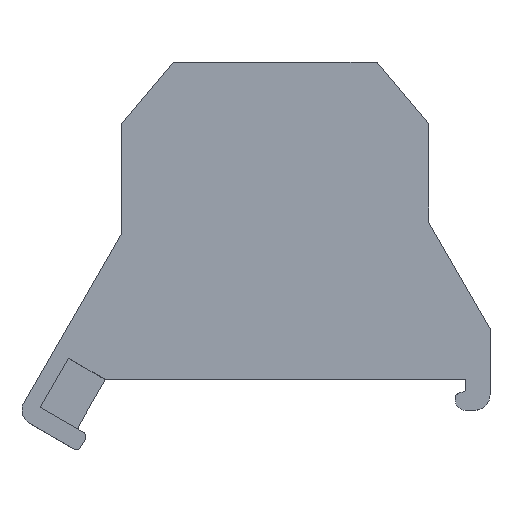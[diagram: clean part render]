
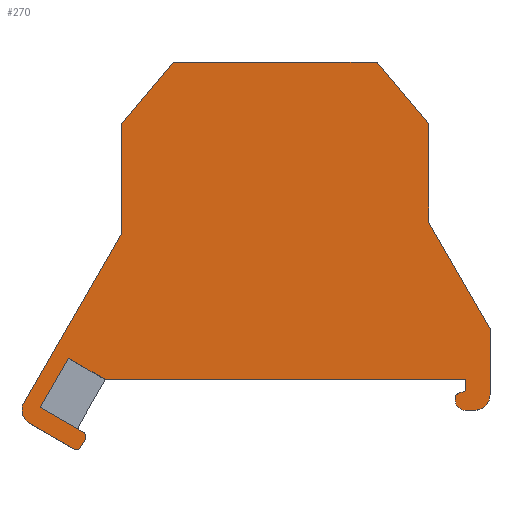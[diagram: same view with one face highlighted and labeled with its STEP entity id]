
A CAD part, top view. The second image highlights one B-rep face of the part: STEP entity #270.
In plain terms, the highlighted planar face has unit normal (0, 0, 1).
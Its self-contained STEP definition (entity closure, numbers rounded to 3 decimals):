
#109=FACE_OUTER_BOUND('',#341,.T.);
#135=LINE('',#960,#202);
#136=LINE('',#963,#203);
#137=LINE('',#965,#204);
#138=LINE('',#967,#205);
#139=LINE('',#969,#206);
#140=LINE('',#973,#207);
#141=LINE('',#977,#208);
#142=LINE('',#981,#209);
#143=LINE('',#983,#210);
#144=LINE('',#985,#211);
#145=LINE('',#987,#212);
#146=LINE('',#989,#213);
#147=LINE('',#991,#214);
#148=LINE('',#993,#215);
#149=LINE('',#995,#216);
#150=LINE('',#999,#217);
#151=LINE('',#1003,#218);
#152=LINE('',#1007,#219);
#202=VECTOR('',#785,1.);
#203=VECTOR('',#786,1.);
#204=VECTOR('',#787,1.);
#205=VECTOR('',#788,1.);
#206=VECTOR('',#789,1.);
#207=VECTOR('',#792,1.);
#208=VECTOR('',#795,1.);
#209=VECTOR('',#798,1.);
#210=VECTOR('',#799,1.);
#211=VECTOR('',#800,1.);
#212=VECTOR('',#801,1.);
#213=VECTOR('',#802,1.);
#214=VECTOR('',#803,1.);
#215=VECTOR('',#804,1.);
#216=VECTOR('',#805,1.);
#217=VECTOR('',#808,1.);
#218=VECTOR('',#811,1.);
#219=VECTOR('',#814,1.);
#270=ADVANCED_FACE('',(#109),#303,.T.);
#303=PLANE('',#732);
#341=EDGE_LOOP('',(#381,#382,#383,#384,#385,#386,#387,#388,#389,#390,#391,
#392,#393,#394,#395,#396,#397,#398,#399,#400,#401,#402,#403,#404));
#381=ORIENTED_EDGE('',*,*,#617,.F.);
#382=ORIENTED_EDGE('',*,*,#618,.T.);
#383=ORIENTED_EDGE('',*,*,#619,.T.);
#384=ORIENTED_EDGE('',*,*,#620,.T.);
#385=ORIENTED_EDGE('',*,*,#621,.T.);
#386=ORIENTED_EDGE('',*,*,#622,.T.);
#387=ORIENTED_EDGE('',*,*,#623,.T.);
#388=ORIENTED_EDGE('',*,*,#624,.T.);
#389=ORIENTED_EDGE('',*,*,#625,.T.);
#390=ORIENTED_EDGE('',*,*,#626,.T.);
#391=ORIENTED_EDGE('',*,*,#627,.T.);
#392=ORIENTED_EDGE('',*,*,#628,.T.);
#393=ORIENTED_EDGE('',*,*,#629,.T.);
#394=ORIENTED_EDGE('',*,*,#630,.T.);
#395=ORIENTED_EDGE('',*,*,#631,.T.);
#396=ORIENTED_EDGE('',*,*,#632,.T.);
#397=ORIENTED_EDGE('',*,*,#633,.T.);
#398=ORIENTED_EDGE('',*,*,#634,.T.);
#399=ORIENTED_EDGE('',*,*,#635,.T.);
#400=ORIENTED_EDGE('',*,*,#636,.T.);
#401=ORIENTED_EDGE('',*,*,#637,.T.);
#402=ORIENTED_EDGE('',*,*,#638,.T.);
#403=ORIENTED_EDGE('',*,*,#639,.T.);
#404=ORIENTED_EDGE('',*,*,#640,.T.);
#557=VERTEX_POINT('',#961);
#558=VERTEX_POINT('',#962);
#559=VERTEX_POINT('',#964);
#560=VERTEX_POINT('',#966);
#561=VERTEX_POINT('',#968);
#562=VERTEX_POINT('',#970);
#563=VERTEX_POINT('',#972);
#564=VERTEX_POINT('',#974);
#565=VERTEX_POINT('',#976);
#566=VERTEX_POINT('',#978);
#567=VERTEX_POINT('',#980);
#568=VERTEX_POINT('',#982);
#569=VERTEX_POINT('',#984);
#570=VERTEX_POINT('',#986);
#571=VERTEX_POINT('',#988);
#572=VERTEX_POINT('',#990);
#573=VERTEX_POINT('',#992);
#574=VERTEX_POINT('',#994);
#575=VERTEX_POINT('',#996);
#576=VERTEX_POINT('',#998);
#577=VERTEX_POINT('',#1000);
#578=VERTEX_POINT('',#1002);
#579=VERTEX_POINT('',#1004);
#580=VERTEX_POINT('',#1006);
#617=EDGE_CURVE('',#557,#558,#135,.T.);
#618=EDGE_CURVE('',#557,#559,#136,.T.);
#619=EDGE_CURVE('',#559,#560,#137,.T.);
#620=EDGE_CURVE('',#560,#561,#138,.T.);
#621=EDGE_CURVE('',#561,#562,#139,.T.);
#622=EDGE_CURVE('',#562,#563,#705,.T.);
#623=EDGE_CURVE('',#563,#564,#140,.T.);
#624=EDGE_CURVE('',#564,#565,#706,.T.);
#625=EDGE_CURVE('',#565,#566,#141,.T.);
#626=EDGE_CURVE('',#566,#567,#707,.T.);
#627=EDGE_CURVE('',#567,#568,#142,.T.);
#628=EDGE_CURVE('',#568,#569,#143,.T.);
#629=EDGE_CURVE('',#569,#570,#144,.T.);
#630=EDGE_CURVE('',#570,#571,#145,.T.);
#631=EDGE_CURVE('',#571,#572,#146,.T.);
#632=EDGE_CURVE('',#572,#573,#147,.T.);
#633=EDGE_CURVE('',#573,#574,#148,.T.);
#634=EDGE_CURVE('',#574,#575,#149,.T.);
#635=EDGE_CURVE('',#575,#576,#708,.T.);
#636=EDGE_CURVE('',#576,#577,#150,.T.);
#637=EDGE_CURVE('',#577,#578,#709,.T.);
#638=EDGE_CURVE('',#578,#579,#151,.T.);
#639=EDGE_CURVE('',#579,#580,#710,.T.);
#640=EDGE_CURVE('',#580,#558,#152,.T.);
#705=CIRCLE('',#726,0.508);
#706=CIRCLE('',#727,1.015);
#707=CIRCLE('',#728,1.523);
#708=CIRCLE('',#729,1.522);
#709=CIRCLE('',#730,0.507);
#710=CIRCLE('',#731,0.507);
#726=AXIS2_PLACEMENT_3D('',#971,#790,#791);
#727=AXIS2_PLACEMENT_3D('',#975,#793,#794);
#728=AXIS2_PLACEMENT_3D('',#979,#796,#797);
#729=AXIS2_PLACEMENT_3D('',#997,#806,#807);
#730=AXIS2_PLACEMENT_3D('',#1001,#809,#810);
#731=AXIS2_PLACEMENT_3D('',#1005,#812,#813);
#732=AXIS2_PLACEMENT_3D('',#1008,#815,#816);
#785=DIRECTION('',(-0.5,-0.866,0.));
#786=DIRECTION('',(0.866,-0.5,0.));
#787=DIRECTION('',(1.,0.,0.));
#788=DIRECTION('',(0.,-1.,0.));
#789=DIRECTION('',(-0.94,-0.342,0.));
#790=DIRECTION('',(0.,0.,1.));
#791=DIRECTION('',(1.,0.,0.));
#792=DIRECTION('',(0.,-1.,0.));
#793=DIRECTION('',(0.,0.,1.));
#794=DIRECTION('',(1.,0.,0.));
#795=DIRECTION('',(1.,0.,0.));
#796=DIRECTION('',(0.,0.,1.));
#797=DIRECTION('',(1.,0.,0.));
#798=DIRECTION('',(0.,1.,0.));
#799=DIRECTION('',(-0.5,0.866,0.));
#800=DIRECTION('',(0.,1.,0.));
#801=DIRECTION('',(-0.643,0.766,0.));
#802=DIRECTION('',(-1.,0.,0.));
#803=DIRECTION('',(-0.643,-0.766,0.));
#804=DIRECTION('',(0.,-1.,0.));
#805=DIRECTION('',(-0.5,-0.866,0.));
#806=DIRECTION('',(0.,0.,1.));
#807=DIRECTION('',(1.,0.,0.));
#808=DIRECTION('',(0.866,-0.5,0.));
#809=DIRECTION('',(0.,0.,1.));
#810=DIRECTION('',(1.,0.,0.));
#811=DIRECTION('',(0.5,0.866,0.));
#812=DIRECTION('',(0.,0.,1.));
#813=DIRECTION('',(1.,0.,0.));
#814=DIRECTION('',(-0.866,0.5,0.));
#815=DIRECTION('',(0.,0.,1.));
#816=DIRECTION('',(1.,0.,0.));
#960=CARTESIAN_POINT('',(34.404,149.783,0.));
#961=CARTESIAN_POINT('',(34.404,149.783,0.));
#962=CARTESIAN_POINT('',(31.587,144.904,0.));
#963=CARTESIAN_POINT('',(34.404,149.783,0.));
#964=CARTESIAN_POINT('',(38.07,147.666,0.));
#965=CARTESIAN_POINT('',(38.07,147.666,0.));
#966=CARTESIAN_POINT('',(73.798,147.666,0.));
#967=CARTESIAN_POINT('',(73.798,147.666,0.));
#968=CARTESIAN_POINT('',(73.798,146.55,0.));
#969=CARTESIAN_POINT('',(73.798,146.55,0.));
#970=CARTESIAN_POINT('',(73.117,146.302,0.));
#971=CARTESIAN_POINT('',(73.29,145.825,0.));
#972=CARTESIAN_POINT('',(72.783,145.825,0.));
#973=CARTESIAN_POINT('',(72.783,145.825,0.));
#974=CARTESIAN_POINT('',(72.783,145.636,0.));
#975=CARTESIAN_POINT('',(73.798,145.636,0.));
#976=CARTESIAN_POINT('',(73.798,144.621,0.));
#977=CARTESIAN_POINT('',(73.798,144.621,0.));
#978=CARTESIAN_POINT('',(74.711,144.621,0.));
#979=CARTESIAN_POINT('',(74.711,146.144,0.));
#980=CARTESIAN_POINT('',(76.234,146.144,0.));
#981=CARTESIAN_POINT('',(76.234,146.144,0.));
#982=CARTESIAN_POINT('',(76.234,152.741,0.));
#983=CARTESIAN_POINT('',(76.234,152.741,0.));
#984=CARTESIAN_POINT('',(70.144,163.29,0.));
#985=CARTESIAN_POINT('',(70.144,163.29,0.));
#986=CARTESIAN_POINT('',(70.144,173.041,0.));
#987=CARTESIAN_POINT('',(70.144,173.041,0.));
#988=CARTESIAN_POINT('',(65.034,179.131,0.));
#989=CARTESIAN_POINT('',(65.034,179.131,0.));
#990=CARTESIAN_POINT('',(44.804,179.131,0.));
#991=CARTESIAN_POINT('',(44.804,179.131,0.));
#992=CARTESIAN_POINT('',(39.694,173.041,0.));
#993=CARTESIAN_POINT('',(39.694,173.041,0.));
#994=CARTESIAN_POINT('',(39.694,162.193,0.));
#995=CARTESIAN_POINT('',(39.694,162.193,0.));
#996=CARTESIAN_POINT('',(30.003,145.409,0.));
#997=CARTESIAN_POINT('',(31.322,144.647,0.));
#998=CARTESIAN_POINT('',(30.561,143.329,0.));
#999=CARTESIAN_POINT('',(30.561,143.329,0.));
#1000=CARTESIAN_POINT('',(34.956,140.791,0.));
#1001=CARTESIAN_POINT('',(35.209,141.231,0.));
#1002=CARTESIAN_POINT('',(35.649,140.977,0.));
#1003=CARTESIAN_POINT('',(35.649,140.977,0.));
#1004=CARTESIAN_POINT('',(36.08,141.724,0.));
#1005=CARTESIAN_POINT('',(35.641,141.978,0.));
#1006=CARTESIAN_POINT('',(35.895,142.417,0.));
#1007=CARTESIAN_POINT('',(35.895,142.417,0.));
#1008=CARTESIAN_POINT('',(35.641,141.978,0.));
